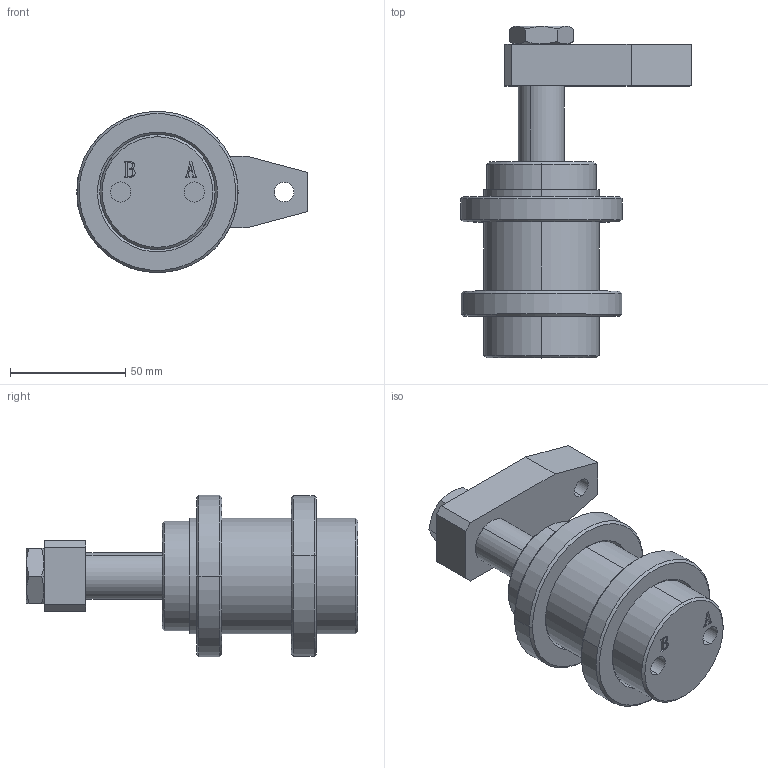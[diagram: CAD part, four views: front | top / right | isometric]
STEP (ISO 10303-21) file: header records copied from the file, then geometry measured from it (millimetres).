
FILE_DESCRIPTION (( 'STEP AP203' ), '1' );
FILE_NAME ('HSL-TB32S.STEP', '2019-10-06T06:41:26', ( '微软用户' ), ( '微软中国' ), 'SwSTEP 2.0', 'SolidWorks 2012', '' );
FILE_SCHEMA (( 'CONFIG_CONTROL_DESIGN' ));
Length unit declared in the file: millimetre
Products named in the file (6): HSL-32S揤旋杻秶; HSL-32S活塞杆; HSL-TB32S掛极; hex thin nuts-grades ab-chamfered gb_GB_FASTENER_NUT_STNAB M16-N; 蹟譫; HSL-TB32S
Assembly tree (6 placements, depth 2):
  HSL-TB32S
    HSL-TB32S掛极
    HSL-32S活塞杆
    HSL-32S揤旋杻秶
    hex thin nuts-grades ab-chamfered gb_GB_FASTENER_NUT_STNAB M16-N
    蹟譫  x2
Bounding box: 100 x 144 x 70 mm (x, y, z)
Volume: 235185 mm3; surface area: 58326.3 mm2
Topology: 6 solids, 6 shells, 162 faces, 370 edges, 234 vertices
Faces by surface type: plane 72, cone 34, cylinder 34, bspline 16, torus 6
Entity records: 5682 total; most frequent: CARTESIAN_POINT 1689, ORIENTED_EDGE 684, DIRECTION 680, EDGE_CURVE 342, AXIS2_PLACEMENT_3D 241, VERTEX_POINT 218, LINE 198, VECTOR 198
